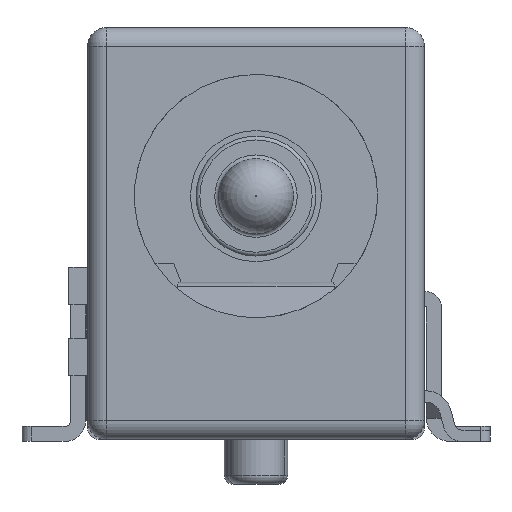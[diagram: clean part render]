
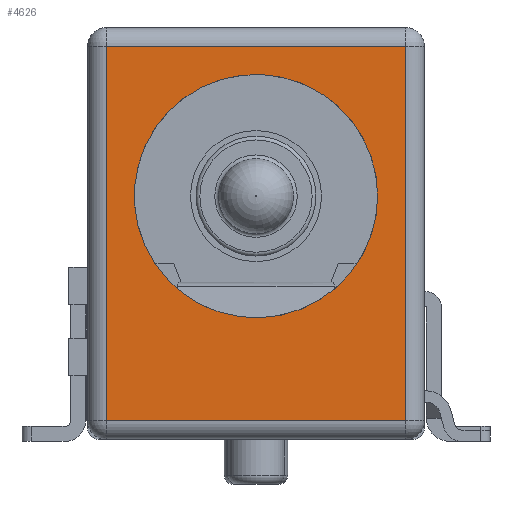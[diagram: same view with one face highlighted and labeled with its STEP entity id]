
A CAD part, front view. The second image highlights one B-rep face of the part: STEP entity #4626.
In plain terms, the highlighted planar face has unit normal (0, -1, 0).
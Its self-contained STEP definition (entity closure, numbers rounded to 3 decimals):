
#102=PLANE('',#4982);
#285=CIRCLE('',#4983,3.25);
#529=ORIENTED_EDGE('',*,*,#1859,.T.);
#530=ORIENTED_EDGE('',*,*,#1860,.T.);
#531=ORIENTED_EDGE('',*,*,#1861,.T.);
#532=ORIENTED_EDGE('',*,*,#1862,.T.);
#533=ORIENTED_EDGE('',*,*,#1863,.T.);
#1859=EDGE_CURVE('',#2518,#2519,#2965,.F.);
#1860=EDGE_CURVE('',#2519,#2520,#2966,.F.);
#1861=EDGE_CURVE('',#2520,#2521,#2967,.F.);
#1862=EDGE_CURVE('',#2521,#2518,#2968,.F.);
#1863=EDGE_CURVE('',#2522,#2522,#285,.T.);
#2518=VERTEX_POINT('',#6955);
#2519=VERTEX_POINT('',#6956);
#2520=VERTEX_POINT('',#6958);
#2521=VERTEX_POINT('',#6960);
#2522=VERTEX_POINT('',#6963);
#2965=LINE('',#6954,#3476);
#2966=LINE('',#6957,#3477);
#2967=LINE('',#6959,#3478);
#2968=LINE('',#6961,#3479);
#3476=VECTOR('',#5516,1000.);
#3477=VECTOR('',#5517,1000.);
#3478=VECTOR('',#5518,1000.);
#3479=VECTOR('',#5519,1000.);
#3913=EDGE_LOOP('',(#529,#530,#531,#532));
#3914=EDGE_LOOP('',(#533));
#4236=FACE_BOUND('',#3913,.T.);
#4237=FACE_BOUND('',#3914,.T.);
#4626=ADVANCED_FACE('',(#4236,#4237),#102,.F.);
#4982=AXIS2_PLACEMENT_3D('',#6953,#5514,#5515);
#4983=AXIS2_PLACEMENT_3D('',#6962,#5520,#5521);
#5514=DIRECTION('',(0.,1.,0.));
#5515=DIRECTION('',(0.,0.,1.));
#5516=DIRECTION('',(0.,0.,1.));
#5517=DIRECTION('',(-1.,0.,0.));
#5518=DIRECTION('',(0.,0.,-1.));
#5519=DIRECTION('',(1.,0.,0.));
#5520=DIRECTION('',(0.,1.,0.));
#5521=DIRECTION('',(1.,0.,0.));
#6953=CARTESIAN_POINT('',(0.,-5.95,0.));
#6954=CARTESIAN_POINT('',(-4.,-5.95,-5.5));
#6955=CARTESIAN_POINT('',(-4.,-5.95,5.));
#6956=CARTESIAN_POINT('',(-4.,-5.95,-5.));
#6957=CARTESIAN_POINT('',(4.5,-5.95,-5.));
#6958=CARTESIAN_POINT('',(4.,-5.95,-5.));
#6959=CARTESIAN_POINT('',(4.,-5.95,5.5));
#6960=CARTESIAN_POINT('',(4.,-5.95,5.));
#6961=CARTESIAN_POINT('',(-4.5,-5.95,5.));
#6962=CARTESIAN_POINT('',(0.,-5.95,1.));
#6963=CARTESIAN_POINT('',(3.25,-5.95,1.));
